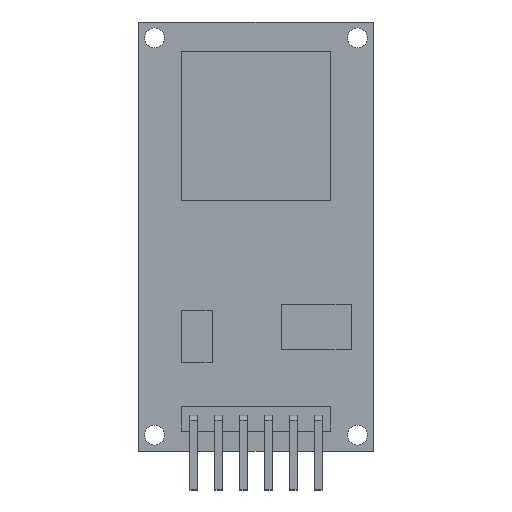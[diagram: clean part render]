
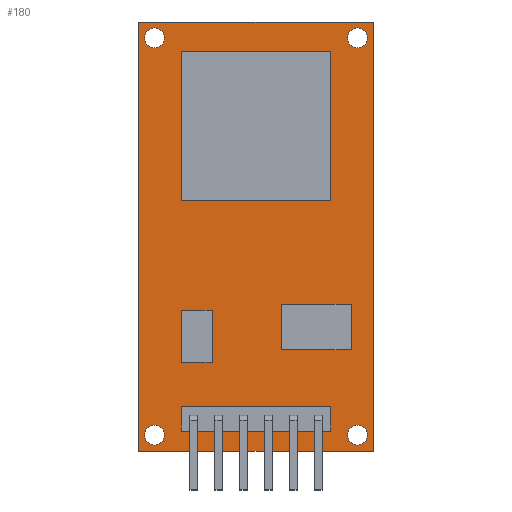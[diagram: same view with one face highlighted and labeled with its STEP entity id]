
A CAD part, top view. The second image highlights one B-rep face of the part: STEP entity #180.
In plain terms, the highlighted planar face has unit normal (0, 0, 1).
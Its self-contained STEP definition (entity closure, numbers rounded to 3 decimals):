
#24 = VERTEX_POINT('',#25);
#25 = CARTESIAN_POINT('',(-11.811,-3.175,1.6));
#31 = EDGE_CURVE('',#24,#32,#34,.T.);
#32 = VERTEX_POINT('',#33);
#33 = CARTESIAN_POINT('',(11.811,-3.175,1.6));
#34 = LINE('',#35,#36);
#35 = CARTESIAN_POINT('',(-11.811,-3.175,1.6));
#36 = VECTOR('',#37,1.);
#37 = DIRECTION('',(1.,0.,0.));
#64 = VERTEX_POINT('',#65);
#65 = CARTESIAN_POINT('',(-11.811,40.005,1.6));
#71 = EDGE_CURVE('',#64,#24,#72,.T.);
#72 = LINE('',#73,#74);
#73 = CARTESIAN_POINT('',(-11.811,40.005,1.6));
#74 = VECTOR('',#75,1.);
#75 = DIRECTION('',(0.,-1.,0.));
#93 = EDGE_CURVE('',#32,#94,#96,.T.);
#94 = VERTEX_POINT('',#95);
#95 = CARTESIAN_POINT('',(11.811,40.005,1.6));
#96 = LINE('',#97,#98);
#97 = CARTESIAN_POINT('',(11.811,-3.175,1.6));
#98 = VECTOR('',#99,1.);
#99 = DIRECTION('',(0.,1.,0.));
#180 = ADVANCED_FACE('',(#181,#192,#203,#237,#271,#305,#339,#350,#361),
  #372,.T.);
#181 = FACE_BOUND('',#182,.T.);
#182 = EDGE_LOOP('',(#183,#184,#185,#191));
#183 = ORIENTED_EDGE('',*,*,#31,.T.);
#184 = ORIENTED_EDGE('',*,*,#93,.T.);
#185 = ORIENTED_EDGE('',*,*,#186,.F.);
#186 = EDGE_CURVE('',#64,#94,#187,.T.);
#187 = LINE('',#188,#189);
#188 = CARTESIAN_POINT('',(-11.811,40.005,1.6));
#189 = VECTOR('',#190,1.);
#190 = DIRECTION('',(1.,0.,0.));
#191 = ORIENTED_EDGE('',*,*,#71,.T.);
#192 = FACE_BOUND('',#193,.T.);
#193 = EDGE_LOOP('',(#194));
#194 = ORIENTED_EDGE('',*,*,#195,.F.);
#195 = EDGE_CURVE('',#196,#196,#198,.T.);
#196 = VERTEX_POINT('',#197);
#197 = CARTESIAN_POINT('',(11.211,-1.575,1.6));
#198 = CIRCLE('',#199,1.);
#199 = AXIS2_PLACEMENT_3D('',#200,#201,#202);
#200 = CARTESIAN_POINT('',(10.211,-1.575,1.6));
#201 = DIRECTION('',(0.,0.,1.));
#202 = DIRECTION('',(1.,0.,0.));
#203 = FACE_BOUND('',#204,.T.);
#204 = EDGE_LOOP('',(#205,#215,#223,#231));
#205 = ORIENTED_EDGE('',*,*,#206,.F.);
#206 = EDGE_CURVE('',#207,#209,#211,.T.);
#207 = VERTEX_POINT('',#208);
#208 = CARTESIAN_POINT('',(-7.5,-1.175,1.6));
#209 = VERTEX_POINT('',#210);
#210 = CARTESIAN_POINT('',(7.5,-1.175,1.6));
#211 = LINE('',#212,#213);
#212 = CARTESIAN_POINT('',(-7.5,-1.175,1.6));
#213 = VECTOR('',#214,1.);
#214 = DIRECTION('',(1.,0.,0.));
#215 = ORIENTED_EDGE('',*,*,#216,.F.);
#216 = EDGE_CURVE('',#217,#207,#219,.T.);
#217 = VERTEX_POINT('',#218);
#218 = CARTESIAN_POINT('',(-7.5,1.325,1.6));
#219 = LINE('',#220,#221);
#220 = CARTESIAN_POINT('',(-7.5,1.325,1.6));
#221 = VECTOR('',#222,1.);
#222 = DIRECTION('',(0.,-1.,0.));
#223 = ORIENTED_EDGE('',*,*,#224,.F.);
#224 = EDGE_CURVE('',#225,#217,#227,.T.);
#225 = VERTEX_POINT('',#226);
#226 = CARTESIAN_POINT('',(7.5,1.325,1.6));
#227 = LINE('',#228,#229);
#228 = CARTESIAN_POINT('',(7.5,1.325,1.6));
#229 = VECTOR('',#230,1.);
#230 = DIRECTION('',(-1.,0.,0.));
#231 = ORIENTED_EDGE('',*,*,#232,.F.);
#232 = EDGE_CURVE('',#209,#225,#233,.T.);
#233 = LINE('',#234,#235);
#234 = CARTESIAN_POINT('',(7.5,-1.175,1.6));
#235 = VECTOR('',#236,1.);
#236 = DIRECTION('',(0.,1.,0.));
#237 = FACE_BOUND('',#238,.T.);
#238 = EDGE_LOOP('',(#239,#249,#257,#265));
#239 = ORIENTED_EDGE('',*,*,#240,.T.);
#240 = EDGE_CURVE('',#241,#243,#245,.T.);
#241 = VERTEX_POINT('',#242);
#242 = CARTESIAN_POINT('',(2.613,7.001,1.6));
#243 = VERTEX_POINT('',#244);
#244 = CARTESIAN_POINT('',(2.613,11.595,1.6));
#245 = LINE('',#246,#247);
#246 = CARTESIAN_POINT('',(2.613,7.001,1.6));
#247 = VECTOR('',#248,1.);
#248 = DIRECTION('',(0.,1.,0.));
#249 = ORIENTED_EDGE('',*,*,#250,.T.);
#250 = EDGE_CURVE('',#243,#251,#253,.T.);
#251 = VERTEX_POINT('',#252);
#252 = CARTESIAN_POINT('',(9.561,11.595,1.6));
#253 = LINE('',#254,#255);
#254 = CARTESIAN_POINT('',(2.613,11.595,1.6));
#255 = VECTOR('',#256,1.);
#256 = DIRECTION('',(1.,0.,0.));
#257 = ORIENTED_EDGE('',*,*,#258,.T.);
#258 = EDGE_CURVE('',#251,#259,#261,.T.);
#259 = VERTEX_POINT('',#260);
#260 = CARTESIAN_POINT('',(9.561,7.001,1.6));
#261 = LINE('',#262,#263);
#262 = CARTESIAN_POINT('',(9.561,11.595,1.6));
#263 = VECTOR('',#264,1.);
#264 = DIRECTION('',(0.,-1.,0.));
#265 = ORIENTED_EDGE('',*,*,#266,.T.);
#266 = EDGE_CURVE('',#259,#241,#267,.T.);
#267 = LINE('',#268,#269);
#268 = CARTESIAN_POINT('',(9.561,7.001,1.6));
#269 = VECTOR('',#270,1.);
#270 = DIRECTION('',(-1.,0.,0.));
#271 = FACE_BOUND('',#272,.T.);
#272 = EDGE_LOOP('',(#273,#283,#291,#299));
#273 = ORIENTED_EDGE('',*,*,#274,.T.);
#274 = EDGE_CURVE('',#275,#277,#279,.T.);
#275 = VERTEX_POINT('',#276);
#276 = CARTESIAN_POINT('',(-7.501,5.766,1.6));
#277 = VERTEX_POINT('',#278);
#278 = CARTESIAN_POINT('',(-7.501,11.016,1.6));
#279 = LINE('',#280,#281);
#280 = CARTESIAN_POINT('',(-7.501,5.766,1.6));
#281 = VECTOR('',#282,1.);
#282 = DIRECTION('',(0.,1.,0.));
#283 = ORIENTED_EDGE('',*,*,#284,.T.);
#284 = EDGE_CURVE('',#277,#285,#287,.T.);
#285 = VERTEX_POINT('',#286);
#286 = CARTESIAN_POINT('',(-4.413,11.016,1.6));
#287 = LINE('',#288,#289);
#288 = CARTESIAN_POINT('',(-7.501,11.016,1.6));
#289 = VECTOR('',#290,1.);
#290 = DIRECTION('',(1.,0.,0.));
#291 = ORIENTED_EDGE('',*,*,#292,.T.);
#292 = EDGE_CURVE('',#285,#293,#295,.T.);
#293 = VERTEX_POINT('',#294);
#294 = CARTESIAN_POINT('',(-4.413,5.766,1.6));
#295 = LINE('',#296,#297);
#296 = CARTESIAN_POINT('',(-4.413,11.016,1.6));
#297 = VECTOR('',#298,1.);
#298 = DIRECTION('',(0.,-1.,0.));
#299 = ORIENTED_EDGE('',*,*,#300,.T.);
#300 = EDGE_CURVE('',#293,#275,#301,.T.);
#301 = LINE('',#302,#303);
#302 = CARTESIAN_POINT('',(-4.413,5.766,1.6));
#303 = VECTOR('',#304,1.);
#304 = DIRECTION('',(-1.,0.,0.));
#305 = FACE_BOUND('',#306,.T.);
#306 = EDGE_LOOP('',(#307,#317,#325,#333));
#307 = ORIENTED_EDGE('',*,*,#308,.T.);
#308 = EDGE_CURVE('',#309,#311,#313,.T.);
#309 = VERTEX_POINT('',#310);
#310 = CARTESIAN_POINT('',(-7.5,21.998,1.6));
#311 = VERTEX_POINT('',#312);
#312 = CARTESIAN_POINT('',(-7.5,36.998,1.6));
#313 = LINE('',#314,#315);
#314 = CARTESIAN_POINT('',(-7.5,21.998,1.6));
#315 = VECTOR('',#316,1.);
#316 = DIRECTION('',(0.,1.,0.));
#317 = ORIENTED_EDGE('',*,*,#318,.T.);
#318 = EDGE_CURVE('',#311,#319,#321,.T.);
#319 = VERTEX_POINT('',#320);
#320 = CARTESIAN_POINT('',(7.5,36.998,1.6));
#321 = LINE('',#322,#323);
#322 = CARTESIAN_POINT('',(-7.5,36.998,1.6));
#323 = VECTOR('',#324,1.);
#324 = DIRECTION('',(1.,0.,0.));
#325 = ORIENTED_EDGE('',*,*,#326,.T.);
#326 = EDGE_CURVE('',#319,#327,#329,.T.);
#327 = VERTEX_POINT('',#328);
#328 = CARTESIAN_POINT('',(7.5,21.998,1.6));
#329 = LINE('',#330,#331);
#330 = CARTESIAN_POINT('',(7.5,36.998,1.6));
#331 = VECTOR('',#332,1.);
#332 = DIRECTION('',(0.,-1.,0.));
#333 = ORIENTED_EDGE('',*,*,#334,.T.);
#334 = EDGE_CURVE('',#327,#309,#335,.T.);
#335 = LINE('',#336,#337);
#336 = CARTESIAN_POINT('',(7.5,21.998,1.6));
#337 = VECTOR('',#338,1.);
#338 = DIRECTION('',(-1.,0.,0.));
#339 = FACE_BOUND('',#340,.T.);
#340 = EDGE_LOOP('',(#341));
#341 = ORIENTED_EDGE('',*,*,#342,.F.);
#342 = EDGE_CURVE('',#343,#343,#345,.T.);
#343 = VERTEX_POINT('',#344);
#344 = CARTESIAN_POINT('',(11.211,38.405,1.6));
#345 = CIRCLE('',#346,1.);
#346 = AXIS2_PLACEMENT_3D('',#347,#348,#349);
#347 = CARTESIAN_POINT('',(10.211,38.405,1.6));
#348 = DIRECTION('',(0.,0.,1.));
#349 = DIRECTION('',(1.,0.,0.));
#350 = FACE_BOUND('',#351,.T.);
#351 = EDGE_LOOP('',(#352));
#352 = ORIENTED_EDGE('',*,*,#353,.F.);
#353 = EDGE_CURVE('',#354,#354,#356,.T.);
#354 = VERTEX_POINT('',#355);
#355 = CARTESIAN_POINT('',(-9.211,38.405,1.6));
#356 = CIRCLE('',#357,1.);
#357 = AXIS2_PLACEMENT_3D('',#358,#359,#360);
#358 = CARTESIAN_POINT('',(-10.211,38.405,1.6));
#359 = DIRECTION('',(0.,0.,1.));
#360 = DIRECTION('',(1.,0.,0.));
#361 = FACE_BOUND('',#362,.T.);
#362 = EDGE_LOOP('',(#363));
#363 = ORIENTED_EDGE('',*,*,#364,.F.);
#364 = EDGE_CURVE('',#365,#365,#367,.T.);
#365 = VERTEX_POINT('',#366);
#366 = CARTESIAN_POINT('',(-9.211,-1.575,1.6));
#367 = CIRCLE('',#368,1.);
#368 = AXIS2_PLACEMENT_3D('',#369,#370,#371);
#369 = CARTESIAN_POINT('',(-10.211,-1.575,1.6));
#370 = DIRECTION('',(0.,0.,1.));
#371 = DIRECTION('',(1.,0.,0.));
#372 = PLANE('',#373);
#373 = AXIS2_PLACEMENT_3D('',#374,#375,#376);
#374 = CARTESIAN_POINT('',(0.,18.415,1.6));
#375 = DIRECTION('',(0.,0.,1.));
#376 = DIRECTION('',(1.,0.,0.));
